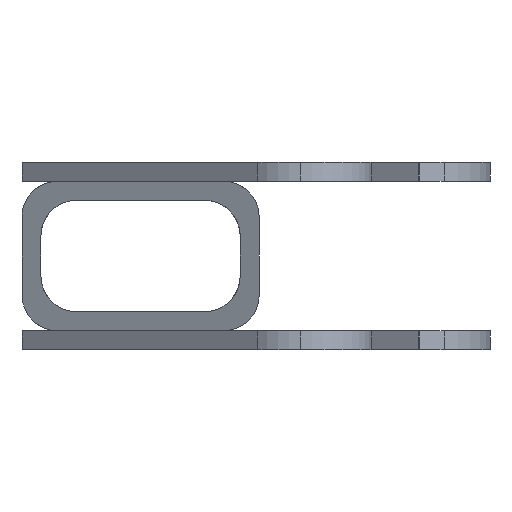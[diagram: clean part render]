
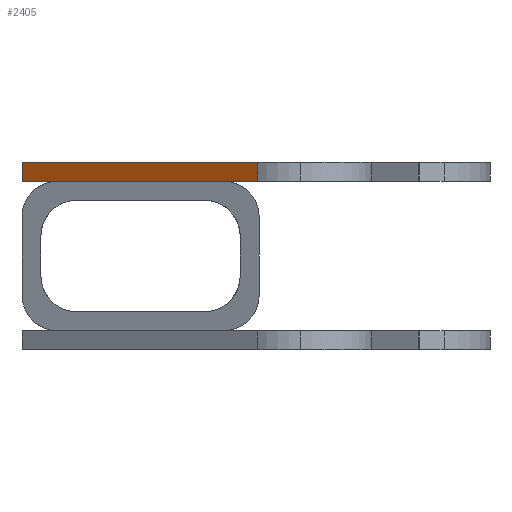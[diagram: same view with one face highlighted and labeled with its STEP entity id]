
A CAD part, left-side view. The second image highlights one B-rep face of the part: STEP entity #2405.
In plain terms, the highlighted planar face has unit normal (-0.798, 0.603, 0).
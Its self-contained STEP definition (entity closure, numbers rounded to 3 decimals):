
#32 = DIRECTION ( 'NONE',  ( 0., 0., -1. ) ) ;
#150 = EDGE_CURVE ( 'NONE', #2765, #1541, #1286, .T. ) ;
#159 = DIRECTION ( 'NONE',  ( -0.603, -0.798, 0. ) ) ;
#217 = LINE ( 'NONE', #2420, #3103 ) ;
#329 = ORIENTED_EDGE ( 'NONE', *, *, #1740, .T. ) ;
#384 = VECTOR ( 'NONE', #32, 1000. ) ;
#933 = FACE_OUTER_BOUND ( 'NONE', #2205, .T. ) ;
#981 = PLANE ( 'NONE',  #2241 ) ;
#1003 = DIRECTION ( 'NONE',  ( 0., 0., -1. ) ) ;
#1007 = ORIENTED_EDGE ( 'NONE', *, *, #2126, .T. ) ;
#1227 = EDGE_CURVE ( 'NONE', #2226, #2765, #1814, .T. ) ;
#1277 = VERTEX_POINT ( 'NONE', #2578 ) ;
#1286 = LINE ( 'NONE', #2300, #384 ) ;
#1353 = CARTESIAN_POINT ( 'NONE',  ( 51.132, 117.5, 39.5 ) ) ;
#1425 = CARTESIAN_POINT ( 'NONE',  ( -23.941, 18.078, 39.5 ) ) ;
#1541 = VERTEX_POINT ( 'NONE', #1742 ) ;
#1603 = DIRECTION ( 'NONE',  ( -0.603, -0.798, 0. ) ) ;
#1740 = EDGE_CURVE ( 'NONE', #1277, #1541, #217, .T. ) ;
#1742 = CARTESIAN_POINT ( 'NONE',  ( -23.941, 18.078, 31.5 ) ) ;
#1795 = CARTESIAN_POINT ( 'NONE',  ( 51.132, 117.5, 39.5 ) ) ;
#1814 = LINE ( 'NONE', #3040, #2445 ) ;
#1861 = ORIENTED_EDGE ( 'NONE', *, *, #150, .F. ) ;
#1930 = DIRECTION ( 'NONE',  ( 0.798, -0.603, 0. ) ) ;
#1959 = DIRECTION ( 'NONE',  ( 0.603, 0.798, 0. ) ) ;
#2126 = EDGE_CURVE ( 'NONE', #2226, #1277, #2975, .T. ) ;
#2205 = EDGE_LOOP ( 'NONE', ( #329, #1861, #2355, #1007 ) ) ;
#2226 = VERTEX_POINT ( 'NONE', #1353 ) ;
#2241 = AXIS2_PLACEMENT_3D ( 'NONE', #2656, #1930, #1959 ) ;
#2300 = CARTESIAN_POINT ( 'NONE',  ( -23.941, 18.078, 39.5 ) ) ;
#2355 = ORIENTED_EDGE ( 'NONE', *, *, #1227, .F. ) ;
#2405 = ADVANCED_FACE ( 'NONE', ( #933 ), #981, .F. ) ;
#2420 = CARTESIAN_POINT ( 'NONE',  ( 51.132, 117.5, 31.5 ) ) ;
#2445 = VECTOR ( 'NONE', #1603, 1000. ) ;
#2578 = CARTESIAN_POINT ( 'NONE',  ( 51.132, 117.5, 31.5 ) ) ;
#2656 = CARTESIAN_POINT ( 'NONE',  ( 51.132, 117.5, 39.5 ) ) ;
#2765 = VERTEX_POINT ( 'NONE', #1425 ) ;
#2955 = VECTOR ( 'NONE', #1003, 1000. ) ;
#2975 = LINE ( 'NONE', #1795, #2955 ) ;
#3040 = CARTESIAN_POINT ( 'NONE',  ( 51.132, 117.5, 39.5 ) ) ;
#3103 = VECTOR ( 'NONE', #159, 1000. ) ;
